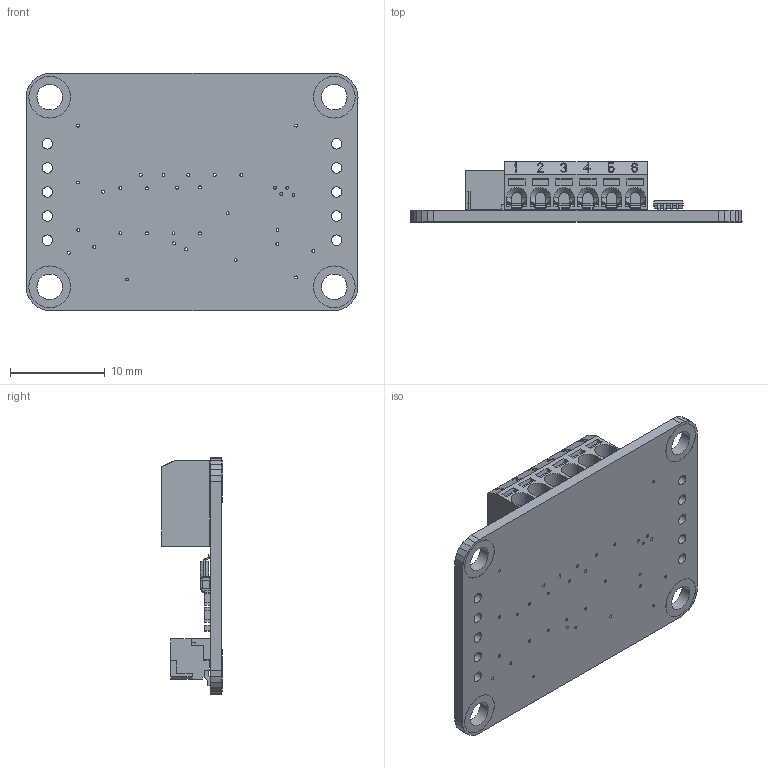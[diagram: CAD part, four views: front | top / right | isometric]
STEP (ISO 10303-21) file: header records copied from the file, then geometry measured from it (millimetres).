
FILE_DESCRIPTION (( 'STEP AP214' ), '1' );
FILE_NAME ('NSE-1127-2.step', '2020-11-24T22:10:20', ( '' ), ( '' ), 'SwSTEP 2.0', 'SolidWorks 2016', '' );
FILE_SCHEMA (( 'AUTOMOTIVE_DESIGN' ));
Length unit declared in the file: millimetre
Products named in the file (9): AVX-00-9276-006; res_0603; cap_0402; msop-8; Module^NSE-1127-2; Board_NSE-1127-2; cap_0603; NSE-1127-2; CON-1012-8
Assembly tree (21 placements, depth 3):
  NSE-1127-2
    Module^NSE-1127-2
      Board_NSE-1127-2
      cap_0402  x2
      cap_0603  x4
      AVX-00-9276-006
      res_0603  x10
      msop-8
      CON-1012-8
Bounding box: 35 x 6.33 x 25 mm (x, y, z)
Volume: 1762.2 mm3; surface area: 3198.7 mm2
Topology: 28 solids, 28 shells, 1890 faces, 5061 edges, 3281 vertices
Faces by surface type: plane 1587, cylinder 226, bspline 48, cone 29
Entity records: 49663 total; most frequent: CARTESIAN_POINT 9784, ORIENTED_EDGE 7490, DIRECTION 6661, EDGE_CURVE 3745, LINE 3221, VECTOR 3221, VERTEX_POINT 2457, AXIS2_PLACEMENT_3D 1720
